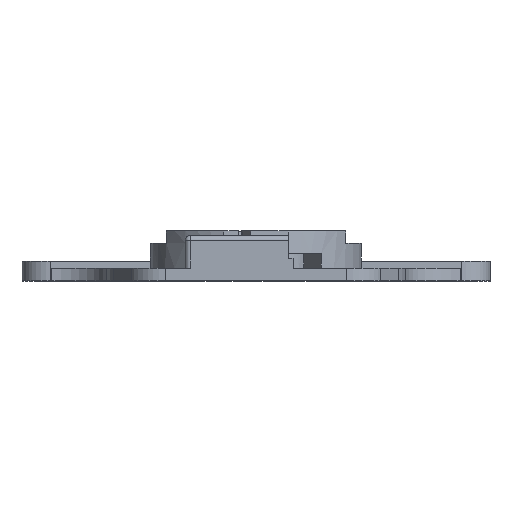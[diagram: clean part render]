
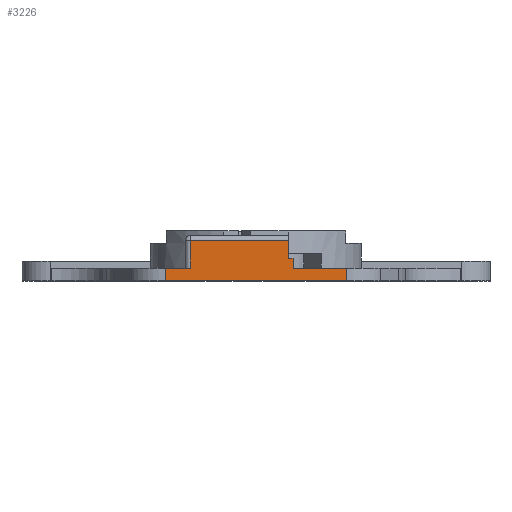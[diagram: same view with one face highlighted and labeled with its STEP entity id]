
A CAD part, top view. The second image highlights one B-rep face of the part: STEP entity #3226.
In plain terms, the highlighted planar face has unit normal (0, 0, 1).
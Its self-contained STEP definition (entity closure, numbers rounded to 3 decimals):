
#135 = VERTEX_POINT ( 'NONE', #874 ) ;
#139 = CARTESIAN_POINT ( 'NONE',  ( 14.884, 9., 67. ) ) ;
#142 = CARTESIAN_POINT ( 'NONE',  ( -46.011, 5., 67. ) ) ;
#185 = EDGE_LOOP ( 'NONE', ( #4440, #1250, #1297, #6000, #7555, #1119, #5448, #3945, #2137, #2317 ) ) ;
#228 = VECTOR ( 'NONE', #4989, 1000. ) ;
#385 = VECTOR ( 'NONE', #6187, 1000. ) ;
#528 = EDGE_CURVE ( 'NONE', #1615, #3089, #973, .T. ) ;
#543 = VERTEX_POINT ( 'NONE', #1458 ) ;
#547 = CARTESIAN_POINT ( 'NONE',  ( 14.884, 5., 67. ) ) ;
#686 = LINE ( 'NONE', #7476, #3833 ) ;
#874 = CARTESIAN_POINT ( 'NONE',  ( -26.5, 5., 67. ) ) ;
#973 = LINE ( 'NONE', #7093, #7655 ) ;
#1053 = CARTESIAN_POINT ( 'NONE',  ( 12.884, 16., 67. ) ) ;
#1119 = ORIENTED_EDGE ( 'NONE', *, *, #7143, .T. ) ;
#1250 = ORIENTED_EDGE ( 'NONE', *, *, #2752, .T. ) ;
#1297 = ORIENTED_EDGE ( 'NONE', *, *, #3583, .F. ) ;
#1303 = DIRECTION ( 'NONE',  ( 0., -1., 0. ) ) ;
#1414 = PLANE ( 'NONE',  #7918 ) ;
#1458 = CARTESIAN_POINT ( 'NONE',  ( 36.455, 0., 67. ) ) ;
#1604 = CARTESIAN_POINT ( 'NONE',  ( -46.011, 0., 67. ) ) ;
#1615 = VERTEX_POINT ( 'NONE', #547 ) ;
#1646 = DIRECTION ( 'NONE',  ( 1., 0., 0. ) ) ;
#1837 = DIRECTION ( 'NONE',  ( 0., 1., 0. ) ) ;
#1859 = CARTESIAN_POINT ( 'NONE',  ( 12.884, 69.142, 67. ) ) ;
#2039 = CARTESIAN_POINT ( 'NONE',  ( -46.011, 16., 67. ) ) ;
#2137 = ORIENTED_EDGE ( 'NONE', *, *, #5331, .F. ) ;
#2317 = ORIENTED_EDGE ( 'NONE', *, *, #4901, .F. ) ;
#2426 = EDGE_CURVE ( 'NONE', #2709, #4792, #4057, .T. ) ;
#2458 = CARTESIAN_POINT ( 'NONE',  ( -36.455, 5., 67. ) ) ;
#2486 = VECTOR ( 'NONE', #1303, 1000. ) ;
#2558 = CARTESIAN_POINT ( 'NONE',  ( 36.455, 5., 67. ) ) ;
#2580 = CARTESIAN_POINT ( 'NONE',  ( 14.884, 9., 67. ) ) ;
#2709 = VERTEX_POINT ( 'NONE', #1053 ) ;
#2727 = DIRECTION ( 'NONE',  ( 1., 0., 0. ) ) ;
#2752 = EDGE_CURVE ( 'NONE', #4792, #135, #5050, .T. ) ;
#2830 = EDGE_CURVE ( 'NONE', #5042, #7865, #6503, .T. ) ;
#3066 = CARTESIAN_POINT ( 'NONE',  ( -46.011, 5., 67. ) ) ;
#3089 = VERTEX_POINT ( 'NONE', #2558 ) ;
#3193 = VECTOR ( 'NONE', #4531, 1000. ) ;
#3226 = ADVANCED_FACE ( 'NONE', ( #6498 ), #1414, .F. ) ;
#3329 = DIRECTION ( 'NONE',  ( -1., 0., 0. ) ) ;
#3390 = VECTOR ( 'NONE', #1646, 1000. ) ;
#3399 = LINE ( 'NONE', #1859, #228 ) ;
#3509 = CARTESIAN_POINT ( 'NONE',  ( 12.884, 9., 67. ) ) ;
#3583 = EDGE_CURVE ( 'NONE', #5042, #135, #7077, .T. ) ;
#3659 = VECTOR ( 'NONE', #7240, 1000. ) ;
#3833 = VECTOR ( 'NONE', #1837, 1000. ) ;
#3945 = ORIENTED_EDGE ( 'NONE', *, *, #5649, .F. ) ;
#4057 = LINE ( 'NONE', #2039, #3193 ) ;
#4440 = ORIENTED_EDGE ( 'NONE', *, *, #2426, .T. ) ;
#4531 = DIRECTION ( 'NONE',  ( -1., 0., 0. ) ) ;
#4665 = VERTEX_POINT ( 'NONE', #3509 ) ;
#4792 = VERTEX_POINT ( 'NONE', #6139 ) ;
#4901 = EDGE_CURVE ( 'NONE', #2709, #4665, #3399, .T. ) ;
#4989 = DIRECTION ( 'NONE',  ( 0., -1., 0. ) ) ;
#5042 = VERTEX_POINT ( 'NONE', #5190 ) ;
#5050 = LINE ( 'NONE', #7956, #5247 ) ;
#5190 = CARTESIAN_POINT ( 'NONE',  ( -36.455, 5., 67. ) ) ;
#5247 = VECTOR ( 'NONE', #7984, 1000. ) ;
#5331 = EDGE_CURVE ( 'NONE', #4665, #5757, #6707, .T. ) ;
#5448 = ORIENTED_EDGE ( 'NONE', *, *, #528, .F. ) ;
#5620 = DIRECTION ( 'NONE',  ( 0., -1., 0. ) ) ;
#5649 = EDGE_CURVE ( 'NONE', #5757, #1615, #7490, .T. ) ;
#5757 = VERTEX_POINT ( 'NONE', #139 ) ;
#5952 = EDGE_CURVE ( 'NONE', #7865, #543, #6990, .T. ) ;
#6000 = ORIENTED_EDGE ( 'NONE', *, *, #2830, .T. ) ;
#6110 = VECTOR ( 'NONE', #5620, 1000. ) ;
#6139 = CARTESIAN_POINT ( 'NONE',  ( -26.5, 16., 67. ) ) ;
#6187 = DIRECTION ( 'NONE',  ( 1., 0., 0. ) ) ;
#6352 = CARTESIAN_POINT ( 'NONE',  ( -36.455, 0., 67. ) ) ;
#6498 = FACE_OUTER_BOUND ( 'NONE', #185, .T. ) ;
#6503 = LINE ( 'NONE', #2458, #6110 ) ;
#6707 = LINE ( 'NONE', #7289, #3390 ) ;
#6990 = LINE ( 'NONE', #1604, #3659 ) ;
#7069 = DIRECTION ( 'NONE',  ( 0., 0., -1. ) ) ;
#7077 = LINE ( 'NONE', #3066, #385 ) ;
#7093 = CARTESIAN_POINT ( 'NONE',  ( -46.011, 5., 67. ) ) ;
#7143 = EDGE_CURVE ( 'NONE', #543, #3089, #686, .T. ) ;
#7240 = DIRECTION ( 'NONE',  ( 1., 0., 0. ) ) ;
#7289 = CARTESIAN_POINT ( 'NONE',  ( 12.884, 9., 67. ) ) ;
#7476 = CARTESIAN_POINT ( 'NONE',  ( 36.455, 5., 67. ) ) ;
#7490 = LINE ( 'NONE', #2580, #2486 ) ;
#7555 = ORIENTED_EDGE ( 'NONE', *, *, #5952, .T. ) ;
#7655 = VECTOR ( 'NONE', #2727, 1000. ) ;
#7865 = VERTEX_POINT ( 'NONE', #6352 ) ;
#7918 = AXIS2_PLACEMENT_3D ( 'NONE', #142, #7069, #3329 ) ;
#7956 = CARTESIAN_POINT ( 'NONE',  ( -26.5, 5., 67. ) ) ;
#7984 = DIRECTION ( 'NONE',  ( 0., -1., 0. ) ) ;
